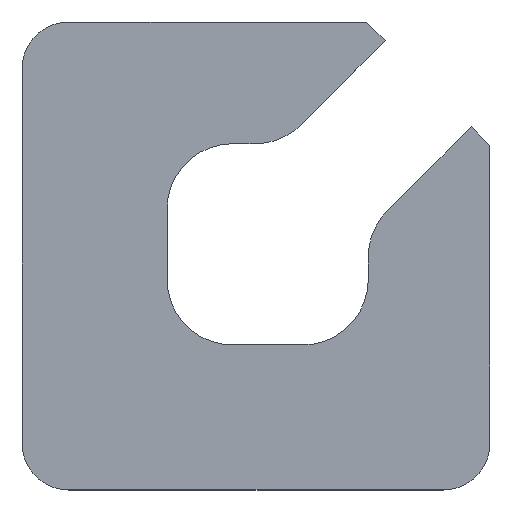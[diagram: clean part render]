
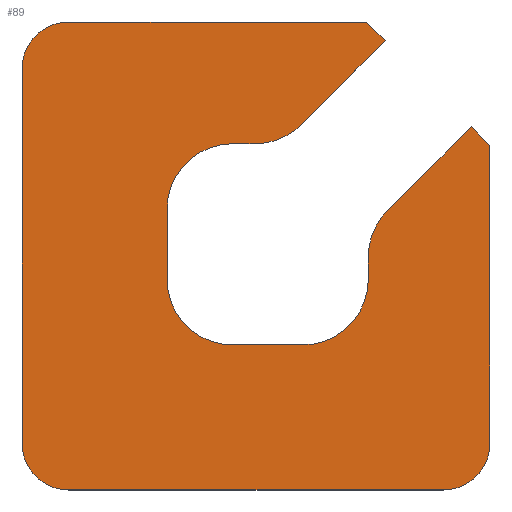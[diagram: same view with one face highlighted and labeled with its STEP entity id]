
A CAD part, top view. The second image highlights one B-rep face of the part: STEP entity #89.
In plain terms, the highlighted planar face has unit normal (0, 0, 1).
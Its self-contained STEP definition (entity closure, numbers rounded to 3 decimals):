
#89=ADVANCED_FACE('',(#172),#173,.T.);
#172=FACE_OUTER_BOUND('',#246,.T.);
#173=PLANE('',#247);
#246=EDGE_LOOP('',(#435,#436,#437,#438,#439,#440,#441,#442,#443,#444,#445,#446,#447,#448,#449,#450,#451,#452,#453,#454));
#247=AXIS2_PLACEMENT_3D('',#455,#456,#457);
#435=ORIENTED_EDGE('',*,*,#536,.T.);
#436=ORIENTED_EDGE('',*,*,#539,.T.);
#437=ORIENTED_EDGE('',*,*,#481,.T.);
#438=ORIENTED_EDGE('',*,*,#485,.T.);
#439=ORIENTED_EDGE('',*,*,#488,.T.);
#440=ORIENTED_EDGE('',*,*,#491,.T.);
#441=ORIENTED_EDGE('',*,*,#494,.T.);
#442=ORIENTED_EDGE('',*,*,#497,.T.);
#443=ORIENTED_EDGE('',*,*,#500,.T.);
#444=ORIENTED_EDGE('',*,*,#503,.T.);
#445=ORIENTED_EDGE('',*,*,#506,.T.);
#446=ORIENTED_EDGE('',*,*,#509,.T.);
#447=ORIENTED_EDGE('',*,*,#512,.T.);
#448=ORIENTED_EDGE('',*,*,#515,.T.);
#449=ORIENTED_EDGE('',*,*,#518,.T.);
#450=ORIENTED_EDGE('',*,*,#521,.T.);
#451=ORIENTED_EDGE('',*,*,#524,.T.);
#452=ORIENTED_EDGE('',*,*,#527,.T.);
#453=ORIENTED_EDGE('',*,*,#530,.T.);
#454=ORIENTED_EDGE('',*,*,#533,.T.);
#455=CARTESIAN_POINT('',(-1.48,-1.48,1.));
#456=DIRECTION('',(0.0,0.,1.0));
#457=DIRECTION('',(0.0,-1.0,0.));
#481=EDGE_CURVE('',#584,#585,#586,.T.);
#485=EDGE_CURVE('',#585,#590,#591,.T.);
#488=EDGE_CURVE('',#590,#594,#595,.T.);
#491=EDGE_CURVE('',#594,#598,#599,.T.);
#494=EDGE_CURVE('',#598,#602,#603,.T.);
#497=EDGE_CURVE('',#602,#606,#607,.T.);
#500=EDGE_CURVE('',#606,#610,#611,.T.);
#503=EDGE_CURVE('',#610,#614,#615,.T.);
#506=EDGE_CURVE('',#614,#618,#619,.T.);
#509=EDGE_CURVE('',#618,#622,#623,.T.);
#512=EDGE_CURVE('',#622,#626,#627,.T.);
#515=EDGE_CURVE('',#626,#630,#631,.T.);
#518=EDGE_CURVE('',#630,#634,#635,.T.);
#521=EDGE_CURVE('',#634,#638,#639,.T.);
#524=EDGE_CURVE('',#638,#642,#643,.T.);
#527=EDGE_CURVE('',#642,#646,#647,.T.);
#530=EDGE_CURVE('',#646,#650,#651,.T.);
#533=EDGE_CURVE('',#650,#654,#655,.T.);
#536=EDGE_CURVE('',#654,#658,#659,.T.);
#539=EDGE_CURVE('',#658,#584,#662,.T.);
#584=VERTEX_POINT('',#719);
#585=VERTEX_POINT('',#720);
#586=CIRCLE('',#721,5.);
#590=VERTEX_POINT('',#727);
#591=LINE('',#728,#729);
#594=VERTEX_POINT('',#733);
#595=LINE('',#734,#735);
#598=VERTEX_POINT('',#739);
#599=LINE('',#740,#741);
#602=VERTEX_POINT('',#745);
#603=CIRCLE('',#746,7.);
#606=VERTEX_POINT('',#750);
#607=LINE('',#751,#752);
#610=VERTEX_POINT('',#756);
#611=CIRCLE('',#757,7.);
#614=VERTEX_POINT('',#761);
#615=LINE('',#762,#763);
#618=VERTEX_POINT('',#767);
#619=CIRCLE('',#768,7.0);
#622=VERTEX_POINT('',#772);
#623=LINE('',#773,#774);
#626=VERTEX_POINT('',#778);
#627=CIRCLE('',#779,7.);
#630=VERTEX_POINT('',#783);
#631=LINE('',#784,#785);
#634=VERTEX_POINT('',#789);
#635=CIRCLE('',#790,7.);
#638=VERTEX_POINT('',#794);
#639=LINE('',#795,#796);
#642=VERTEX_POINT('',#800);
#643=LINE('',#801,#802);
#646=VERTEX_POINT('',#806);
#647=LINE('',#807,#808);
#650=VERTEX_POINT('',#812);
#651=CIRCLE('',#813,5.0);
#654=VERTEX_POINT('',#817);
#655=LINE('',#818,#819);
#658=VERTEX_POINT('',#823);
#659=CIRCLE('',#824,5.);
#662=LINE('',#828,#829);
#719=CARTESIAN_POINT('',(18.75,-26.25,1.));
#720=CARTESIAN_POINT('',(23.75,-21.25,1.));
#721=AXIS2_PLACEMENT_3D('',#868,#869,#870);
#727=CARTESIAN_POINT('',(23.75,10.558,1.));
#728=CARTESIAN_POINT('',(23.75,-1.48,1.));
#729=VECTOR('',#873,1000.0);
#733=CARTESIAN_POINT('',(21.75,12.558,1.));
#734=CARTESIAN_POINT('',(23.75,10.558,1.));
#735=VECTOR('',#875,1000.0);
#739=CARTESIAN_POINT('',(12.8,3.608,1.));
#740=CARTESIAN_POINT('',(21.75,12.558,1.));
#741=VECTOR('',#877,1000.0);
#745=CARTESIAN_POINT('',(10.75,-1.342,1.));
#746=AXIS2_PLACEMENT_3D('',#879,#880,#881);
#750=CARTESIAN_POINT('',(10.75,-3.75,1.));
#751=CARTESIAN_POINT('',(10.75,-1.48,1.));
#752=VECTOR('',#883,1000.0);
#756=CARTESIAN_POINT('',(3.75,-10.75,1.));
#757=AXIS2_PLACEMENT_3D('',#885,#886,#887);
#761=CARTESIAN_POINT('',(-3.75,-10.75,1.));
#762=CARTESIAN_POINT('',(-1.48,-10.75,1.));
#763=VECTOR('',#889,1000.0);
#767=CARTESIAN_POINT('',(-10.75,-3.75,1.));
#768=AXIS2_PLACEMENT_3D('',#891,#892,#893);
#772=CARTESIAN_POINT('',(-10.75,3.75,1.));
#773=CARTESIAN_POINT('',(-10.75,-1.48,1.));
#774=VECTOR('',#895,1000.0);
#778=CARTESIAN_POINT('',(-3.75,10.75,1.));
#779=AXIS2_PLACEMENT_3D('',#897,#898,#899);
#783=CARTESIAN_POINT('',(-1.342,10.75,1.));
#784=CARTESIAN_POINT('',(-1.48,10.75,1.));
#785=VECTOR('',#901,1000.0);
#789=CARTESIAN_POINT('',(3.608,12.8,1.));
#790=AXIS2_PLACEMENT_3D('',#903,#904,#905);
#794=CARTESIAN_POINT('',(12.558,21.75,1.));
#795=CARTESIAN_POINT('',(3.608,12.8,1.));
#796=VECTOR('',#907,1000.0);
#800=CARTESIAN_POINT('',(10.558,23.75,1.));
#801=CARTESIAN_POINT('',(12.558,21.75,1.));
#802=VECTOR('',#909,1000.0);
#806=CARTESIAN_POINT('',(-21.25,23.75,1.));
#807=CARTESIAN_POINT('',(-1.48,23.75,1.));
#808=VECTOR('',#911,1000.0);
#812=CARTESIAN_POINT('',(-26.25,18.75,1.));
#813=AXIS2_PLACEMENT_3D('',#913,#914,#915);
#817=CARTESIAN_POINT('',(-26.25,-21.25,1.));
#818=CARTESIAN_POINT('',(-26.25,-1.48,1.));
#819=VECTOR('',#917,1000.0);
#823=CARTESIAN_POINT('',(-21.25,-26.25,1.));
#824=AXIS2_PLACEMENT_3D('',#919,#920,#921);
#828=CARTESIAN_POINT('',(-1.48,-26.25,1.));
#829=VECTOR('',#923,1000.0);
#868=CARTESIAN_POINT('',(18.75,-21.25,1.));
#869=DIRECTION('',(0.0,0.,1.0));
#870=DIRECTION('',(0.0,1.0,0.));
#873=DIRECTION('',(0.0,1.0,0.));
#875=DIRECTION('',(-0.707,0.707,0.));
#877=DIRECTION('',(-0.707,-0.707,0.));
#879=CARTESIAN_POINT('',(17.75,-1.342,1.));
#880=DIRECTION('',(0.0,0.,1.0));
#881=DIRECTION('',(0.0,1.0,0.));
#883=DIRECTION('',(0.0,-1.0,0.));
#885=CARTESIAN_POINT('',(3.75,-3.75,1.));
#886=DIRECTION('',(0.0,0.0,-1.0));
#887=DIRECTION('',(-1.0,0.0,0.0));
#889=DIRECTION('',(-1.0,0.0,0.0));
#891=CARTESIAN_POINT('',(-3.75,-3.75,1.));
#892=DIRECTION('',(0.0,0.0,-1.0));
#893=DIRECTION('',(-1.0,0.0,0.0));
#895=DIRECTION('',(0.0,1.0,0.));
#897=CARTESIAN_POINT('',(-3.75,3.75,1.));
#898=DIRECTION('',(0.0,0.0,-1.0));
#899=DIRECTION('',(-1.0,0.0,0.0));
#901=DIRECTION('',(1.0,0.0,0.0));
#903=CARTESIAN_POINT('',(-1.342,17.75,1.));
#904=DIRECTION('',(0.0,0.,1.0));
#905=DIRECTION('',(0.0,1.0,0.));
#907=DIRECTION('',(0.707,0.707,0.));
#909=DIRECTION('',(-0.707,0.707,0.));
#911=DIRECTION('',(-1.0,0.0,0.0));
#913=CARTESIAN_POINT('',(-21.25,18.75,1.));
#914=DIRECTION('',(0.0,0.,1.0));
#915=DIRECTION('',(0.0,1.0,0.));
#917=DIRECTION('',(0.0,-1.0,0.));
#919=CARTESIAN_POINT('',(-21.25,-21.25,1.));
#920=DIRECTION('',(0.0,0.,1.0));
#921=DIRECTION('',(0.,1.0,0.));
#923=DIRECTION('',(1.0,0.0,0.0));
